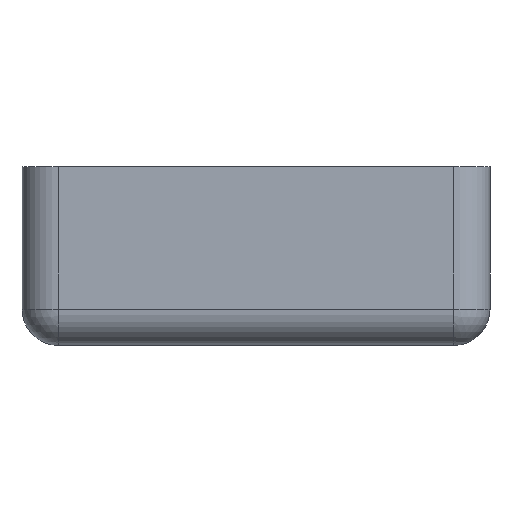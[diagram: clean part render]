
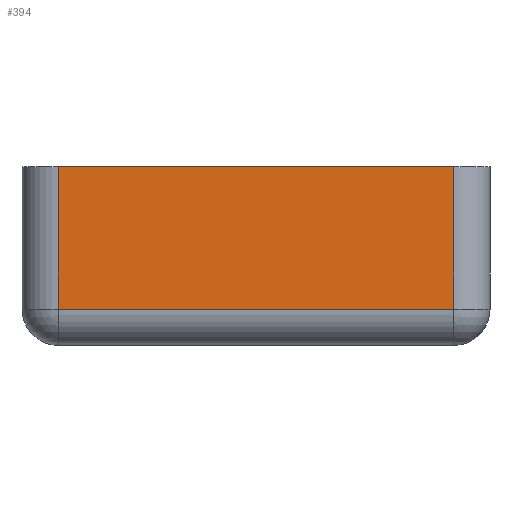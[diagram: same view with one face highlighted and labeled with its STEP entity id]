
A CAD part, left-side view. The second image highlights one B-rep face of the part: STEP entity #394.
In plain terms, the highlighted planar face has unit normal (-1, 0, 0).
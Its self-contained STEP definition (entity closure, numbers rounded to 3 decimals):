
#337=CARTESIAN_POINT('',(-20.931,7.625,0.8));
#338=VERTEX_POINT('',#337);
#346=CARTESIAN_POINT('',(-20.931,7.625,6.3));
#347=VERTEX_POINT('',#346);
#348=CARTESIAN_POINT('',(-20.931,7.625,6.3));
#349=DIRECTION('',(-0.,-0.,-1.));
#350=VECTOR('',#349,5.5);
#351=LINE('',#348,#350);
#352=EDGE_CURVE('',#347,#338,#351,.T.);
#364=CARTESIAN_POINT('',(-20.931,0.,-0.4));
#365=DIRECTION('',(-1.,0.,0.));
#366=DIRECTION('',(0.,-1.,0.));
#367=AXIS2_PLACEMENT_3D('',#364,#365,#366);
#368=PLANE('',#367);
#369=ORIENTED_EDGE('',*,*,#352,.T.);
#370=CARTESIAN_POINT('',(-20.931,-7.625,0.8));
#371=VERTEX_POINT('',#370);
#372=CARTESIAN_POINT('',(-20.931,7.625,0.8));
#373=DIRECTION('',(0.,-1.,-0.));
#374=VECTOR('',#373,15.25);
#375=LINE('',#372,#374);
#376=EDGE_CURVE('',#338,#371,#375,.T.);
#377=ORIENTED_EDGE('',*,*,#376,.T.);
#378=CARTESIAN_POINT('',(-20.931,-7.625,6.3));
#379=VERTEX_POINT('',#378);
#380=CARTESIAN_POINT('',(-20.931,-7.625,6.3));
#381=DIRECTION('',(0.,0.,-1.));
#382=VECTOR('',#381,5.5);
#383=LINE('',#380,#382);
#384=EDGE_CURVE('',#379,#371,#383,.T.);
#385=ORIENTED_EDGE('',*,*,#384,.F.);
#386=CARTESIAN_POINT('',(-20.931,7.625,6.3));
#387=DIRECTION('',(0.,-1.,0.));
#388=VECTOR('',#387,15.25);
#389=LINE('',#386,#388);
#390=EDGE_CURVE('',#347,#379,#389,.T.);
#391=ORIENTED_EDGE('',*,*,#390,.F.);
#392=EDGE_LOOP('',(#369,#377,#385,#391));
#393=FACE_BOUND('',#392,.T.);
#394=ADVANCED_FACE('',(#393),#368,.T.);
